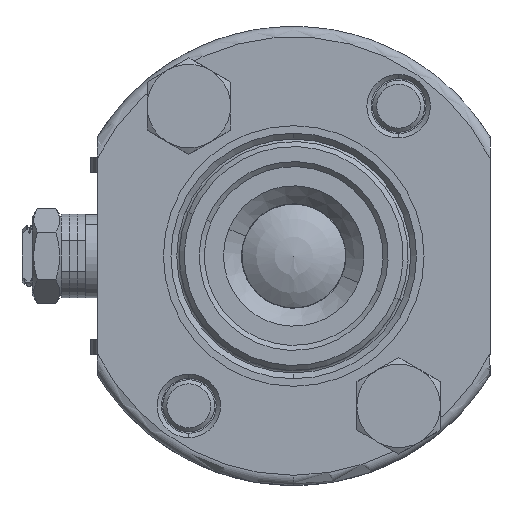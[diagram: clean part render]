
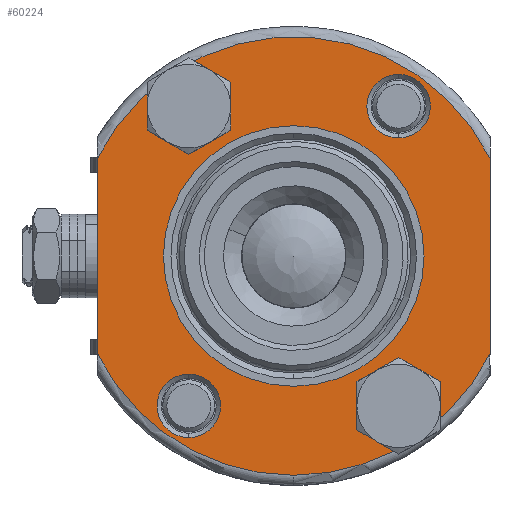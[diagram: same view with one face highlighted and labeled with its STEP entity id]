
A CAD part, left-side view. The second image highlights one B-rep face of the part: STEP entity #60224.
In plain terms, the highlighted planar face has unit normal (-1, 0, 0).
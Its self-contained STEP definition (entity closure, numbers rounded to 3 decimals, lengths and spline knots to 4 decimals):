
#997 = VERTEX_POINT ( 'NONE', #8837 ) ;
#1005 = EDGE_LOOP ( 'NONE', ( #2521, #9345 ) ) ;
#1557 = AXIS2_PLACEMENT_3D ( 'NONE', #68657, #31687, #74778 ) ;
#2521 = ORIENTED_EDGE ( 'NONE', *, *, #37076, .T. ) ;
#2532 = VERTEX_POINT ( 'NONE', #19660 ) ;
#2850 = AXIS2_PLACEMENT_3D ( 'NONE', #11175, #79063, #42175 ) ;
#3494 = AXIS2_PLACEMENT_3D ( 'NONE', #77826, #40909, #3945 ) ;
#3667 = DIRECTION ( 'NONE',  ( 0., 0., 1. ) ) ;
#3945 = DIRECTION ( 'NONE',  ( 0., 0., -1. ) ) ;
#4244 = DIRECTION ( 'NONE',  ( 0., 0., -1. ) ) ;
#5234 = AXIS2_PLACEMENT_3D ( 'NONE', #33125, #76234, #39289 ) ;
#5700 = VERTEX_POINT ( 'NONE', #37945 ) ;
#6377 = CARTESIAN_POINT ( 'NONE',  ( -1.246, 1.175, -0.5848 ) ) ;
#6718 = EDGE_CURVE ( 'NONE', #52578, #77747, #48023, .T. ) ;
#6834 = EDGE_CURVE ( 'NONE', #28427, #61219, #25847, .T. ) ;
#7820 = AXIS2_PLACEMENT_3D ( 'NONE', #21415, #64613, #27657 ) ;
#8837 = CARTESIAN_POINT ( 'NONE',  ( -1.246, 0., -1.3125 ) ) ;
#8853 = EDGE_CURVE ( 'NONE', #29737, #79984, #20015, .T. ) ;
#9030 = FACE_OUTER_BOUND ( 'NONE', #21373, .T. ) ;
#9345 = ORIENTED_EDGE ( 'NONE', *, *, #54671, .T. ) ;
#9778 = EDGE_LOOP ( 'NONE', ( #63379, #29730 ) ) ;
#10661 = CARTESIAN_POINT ( 'NONE',  ( -1.246, -0.6281, -1.087 ) ) ;
#10732 = CARTESIAN_POINT ( 'NONE',  ( -1.246, 0., 0. ) ) ;
#11175 = CARTESIAN_POINT ( 'NONE',  ( -1.246, 0., 0. ) ) ;
#12439 = EDGE_CURVE ( 'NONE', #61219, #28427, #68031, .T. ) ;
#13386 = EDGE_CURVE ( 'NONE', #997, #64947, #30333, .T. ) ;
#14103 = CIRCLE ( 'NONE', #75141, 0.78 ) ;
#14537 = CARTESIAN_POINT ( 'NONE',  ( -1.246, 0., 0. ) ) ;
#15348 = CARTESIAN_POINT ( 'NONE',  ( -1.246, -1.175, 0.5848 ) ) ;
#16320 = CARTESIAN_POINT ( 'NONE',  ( -1.246, -1.175, -0.5848 ) ) ;
#16375 = ORIENTED_EDGE ( 'NONE', *, *, #12439, .T. ) ;
#16879 = ORIENTED_EDGE ( 'NONE', *, *, #6718, .T. ) ;
#16976 = DIRECTION ( 'NONE',  ( 0., 0., -1. ) ) ;
#18118 = CIRCLE ( 'NONE', #7820, 0.1901 ) ;
#19010 = CARTESIAN_POINT ( 'NONE',  ( -1.246, 1.175, 1.3664 ) ) ;
#19518 = DIRECTION ( 'NONE',  ( -1., 0., 0. ) ) ;
#19562 = CARTESIAN_POINT ( 'NONE',  ( -1.246, -0.6281, -0.897 ) ) ;
#19660 = CARTESIAN_POINT ( 'NONE',  ( -1.246, 1.175, 0.5848 ) ) ;
#20015 = CIRCLE ( 'NONE', #3494, 0.1901 ) ;
#20768 = DIRECTION ( 'NONE',  ( 0., 0., -1. ) ) ;
#21373 = EDGE_LOOP ( 'NONE', ( #69780, #60159, #54219, #57853, #72246 ) ) ;
#21415 = CARTESIAN_POINT ( 'NONE',  ( -1.246, 0.6281, 0.897 ) ) ;
#21920 = DIRECTION ( 'NONE',  ( 1., 0., 0. ) ) ;
#22094 = CARTESIAN_POINT ( 'NONE',  ( -1.246, -1.175, 1.3664 ) ) ;
#22226 = CIRCLE ( 'NONE', #33483, 1.3125 ) ;
#22236 = EDGE_CURVE ( 'NONE', #64947, #41190, #50310, .T. ) ;
#22383 = EDGE_LOOP ( 'NONE', ( #16375, #35423 ) ) ;
#23634 = AXIS2_PLACEMENT_3D ( 'NONE', #24724, #67859, #30900 ) ;
#23642 = PLANE ( 'NONE',  #2850 ) ;
#24724 = CARTESIAN_POINT ( 'NONE',  ( -1.246, 0.6281, -0.897 ) ) ;
#24999 = DIRECTION ( 'NONE',  ( 1., 0., 0. ) ) ;
#25281 = AXIS2_PLACEMENT_3D ( 'NONE', #14537, #57758, #20768 ) ;
#25365 = EDGE_CURVE ( 'NONE', #44113, #72154, #14103, .T. ) ;
#25542 = FACE_BOUND ( 'NONE', #9778, .T. ) ;
#25807 = DIRECTION ( 'NONE',  ( 0., 0., -1. ) ) ;
#25847 = CIRCLE ( 'NONE', #48485, 0.1901 ) ;
#27080 = LINE ( 'NONE', #19010, #41451 ) ;
#27107 = VERTEX_POINT ( 'NONE', #75705 ) ;
#27657 = DIRECTION ( 'NONE',  ( 0., 0., -1. ) ) ;
#27833 = AXIS2_PLACEMENT_3D ( 'NONE', #61974, #24999, #68150 ) ;
#28341 = AXIS2_PLACEMENT_3D ( 'NONE', #58910, #21920, #65107 ) ;
#28427 = VERTEX_POINT ( 'NONE', #10661 ) ;
#29136 = EDGE_LOOP ( 'NONE', ( #62610, #50659 ) ) ;
#29730 = ORIENTED_EDGE ( 'NONE', *, *, #25365, .F. ) ;
#29737 = VERTEX_POINT ( 'NONE', #58849 ) ;
#30333 = CIRCLE ( 'NONE', #25281, 1.3125 ) ;
#30900 = DIRECTION ( 'NONE',  ( 0., 0., -1. ) ) ;
#31071 = EDGE_LOOP ( 'NONE', ( #72764, #16879 ) ) ;
#31687 = DIRECTION ( 'NONE',  ( 1., 0., 0. ) ) ;
#33125 = CARTESIAN_POINT ( 'NONE',  ( -1.246, 0.6281, 0.897 ) ) ;
#33483 = AXIS2_PLACEMENT_3D ( 'NONE', #78109, #41197, #4244 ) ;
#33836 = VECTOR ( 'NONE', #3667, 39.3701 ) ;
#34021 = CARTESIAN_POINT ( 'NONE',  ( -1.246, 0.6281, -0.7069 ) ) ;
#34366 = EDGE_CURVE ( 'NONE', #72154, #44113, #62868, .T. ) ;
#34865 = CARTESIAN_POINT ( 'NONE',  ( -1.246, 0., 0. ) ) ;
#35423 = ORIENTED_EDGE ( 'NONE', *, *, #6834, .T. ) ;
#37076 = EDGE_CURVE ( 'NONE', #27107, #5700, #45226, .T. ) ;
#37497 = CARTESIAN_POINT ( 'NONE',  ( -1.246, -0.6281, 0.7069 ) ) ;
#37945 = CARTESIAN_POINT ( 'NONE',  ( -1.246, 0.6281, 0.7069 ) ) ;
#39289 = DIRECTION ( 'NONE',  ( 0., 0., -1. ) ) ;
#39906 = CIRCLE ( 'NONE', #23634, 0.1901 ) ;
#40909 = DIRECTION ( 'NONE',  ( 1., 0., 0. ) ) ;
#41073 = DIRECTION ( 'NONE',  ( 0., 0., 1. ) ) ;
#41190 = VERTEX_POINT ( 'NONE', #15348 ) ;
#41197 = DIRECTION ( 'NONE',  ( -1., 0., 0. ) ) ;
#41434 = EDGE_CURVE ( 'NONE', #41190, #2532, #66971, .T. ) ;
#41451 = VECTOR ( 'NONE', #68401, 39.3701 ) ;
#41840 = FACE_BOUND ( 'NONE', #29136, .T. ) ;
#42175 = DIRECTION ( 'NONE',  ( 0., 0., -1. ) ) ;
#44113 = VERTEX_POINT ( 'NONE', #47907 ) ;
#45226 = CIRCLE ( 'NONE', #5234, 0.1901 ) ;
#45575 = AXIS2_PLACEMENT_3D ( 'NONE', #56511, #19518, #62737 ) ;
#46755 = AXIS2_PLACEMENT_3D ( 'NONE', #10732, #53955, #16976 ) ;
#47907 = CARTESIAN_POINT ( 'NONE',  ( -1.246, 0., -0.78 ) ) ;
#48013 = EDGE_CURVE ( 'NONE', #59413, #997, #22226, .T. ) ;
#48023 = CIRCLE ( 'NONE', #27833, 0.1901 ) ;
#48346 = EDGE_CURVE ( 'NONE', #2532, #59413, #27080, .T. ) ;
#48485 = AXIS2_PLACEMENT_3D ( 'NONE', #19562, #62779, #25807 ) ;
#50310 = LINE ( 'NONE', #22094, #33836 ) ;
#50659 = ORIENTED_EDGE ( 'NONE', *, *, #68720, .T. ) ;
#52578 = VERTEX_POINT ( 'NONE', #74909 ) ;
#53955 = DIRECTION ( 'NONE',  ( -1., 0., 0. ) ) ;
#54219 = ORIENTED_EDGE ( 'NONE', *, *, #22236, .T. ) ;
#54671 = EDGE_CURVE ( 'NONE', #5700, #27107, #18118, .T. ) ;
#56511 = CARTESIAN_POINT ( 'NONE',  ( -1.246, 0., 0. ) ) ;
#57758 = DIRECTION ( 'NONE',  ( -1., 0., 0. ) ) ;
#57853 = ORIENTED_EDGE ( 'NONE', *, *, #41434, .T. ) ;
#58361 = FACE_BOUND ( 'NONE', #22383, .T. ) ;
#58849 = CARTESIAN_POINT ( 'NONE',  ( -1.246, -0.6281, 1.087 ) ) ;
#58910 = CARTESIAN_POINT ( 'NONE',  ( -1.246, -0.6281, -0.897 ) ) ;
#59413 = VERTEX_POINT ( 'NONE', #6377 ) ;
#60159 = ORIENTED_EDGE ( 'NONE', *, *, #13386, .T. ) ;
#60224 = ADVANCED_FACE ( 'NONE', ( #74668, #41840, #76578, #58361, #25542, #9030 ), #23642, .F. ) ;
#60362 = EDGE_CURVE ( 'NONE', #77747, #52578, #39906, .T. ) ;
#61219 = VERTEX_POINT ( 'NONE', #69051 ) ;
#61974 = CARTESIAN_POINT ( 'NONE',  ( -1.246, 0.6281, -0.897 ) ) ;
#62610 = ORIENTED_EDGE ( 'NONE', *, *, #8853, .T. ) ;
#62737 = DIRECTION ( 'NONE',  ( 0., 0., 1. ) ) ;
#62779 = DIRECTION ( 'NONE',  ( 1., 0., 0. ) ) ;
#62868 = CIRCLE ( 'NONE', #45575, 0.78 ) ;
#63379 = ORIENTED_EDGE ( 'NONE', *, *, #34366, .F. ) ;
#64255 = CARTESIAN_POINT ( 'NONE',  ( -1.246, 0., 0.78 ) ) ;
#64613 = DIRECTION ( 'NONE',  ( 1., 0., 0. ) ) ;
#64947 = VERTEX_POINT ( 'NONE', #16320 ) ;
#65107 = DIRECTION ( 'NONE',  ( 0., 0., -1. ) ) ;
#66971 = CIRCLE ( 'NONE', #46755, 1.3125 ) ;
#67859 = DIRECTION ( 'NONE',  ( 1., 0., 0. ) ) ;
#68031 = CIRCLE ( 'NONE', #28341, 0.1901 ) ;
#68150 = DIRECTION ( 'NONE',  ( 0., 0., -1. ) ) ;
#68401 = DIRECTION ( 'NONE',  ( 0., 0., -1. ) ) ;
#68657 = CARTESIAN_POINT ( 'NONE',  ( -1.246, -0.6281, 0.897 ) ) ;
#68720 = EDGE_CURVE ( 'NONE', #79984, #29737, #70399, .T. ) ;
#69051 = CARTESIAN_POINT ( 'NONE',  ( -1.246, -0.6281, -0.7069 ) ) ;
#69780 = ORIENTED_EDGE ( 'NONE', *, *, #48013, .T. ) ;
#70399 = CIRCLE ( 'NONE', #1557, 0.1901 ) ;
#72154 = VERTEX_POINT ( 'NONE', #64255 ) ;
#72246 = ORIENTED_EDGE ( 'NONE', *, *, #48346, .T. ) ;
#72764 = ORIENTED_EDGE ( 'NONE', *, *, #60362, .T. ) ;
#74668 = FACE_BOUND ( 'NONE', #1005, .T. ) ;
#74778 = DIRECTION ( 'NONE',  ( 0., 0., -1. ) ) ;
#74909 = CARTESIAN_POINT ( 'NONE',  ( -1.246, 0.6281, -1.087 ) ) ;
#75141 = AXIS2_PLACEMENT_3D ( 'NONE', #34865, #77986, #41073 ) ;
#75705 = CARTESIAN_POINT ( 'NONE',  ( -1.246, 0.6281, 1.087 ) ) ;
#76234 = DIRECTION ( 'NONE',  ( 1., 0., 0. ) ) ;
#76578 = FACE_BOUND ( 'NONE', #31071, .T. ) ;
#77747 = VERTEX_POINT ( 'NONE', #34021 ) ;
#77826 = CARTESIAN_POINT ( 'NONE',  ( -1.246, -0.6281, 0.897 ) ) ;
#77986 = DIRECTION ( 'NONE',  ( -1., 0., 0. ) ) ;
#78109 = CARTESIAN_POINT ( 'NONE',  ( -1.246, 0., 0. ) ) ;
#79063 = DIRECTION ( 'NONE',  ( 1., 0., 0. ) ) ;
#79984 = VERTEX_POINT ( 'NONE', #37497 ) ;
